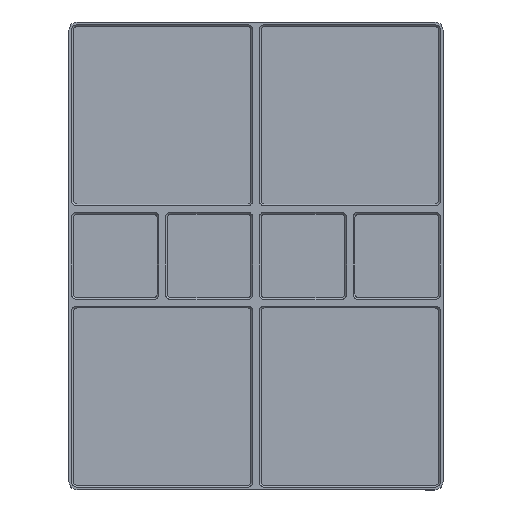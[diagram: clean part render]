
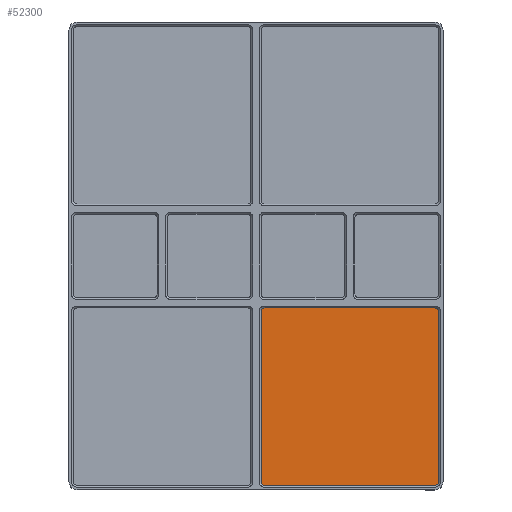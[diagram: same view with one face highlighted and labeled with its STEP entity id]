
A CAD part, top view. The second image highlights one B-rep face of the part: STEP entity #52300.
In plain terms, the highlighted planar face has unit normal (0, 0, 1).
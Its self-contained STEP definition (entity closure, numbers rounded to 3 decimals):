
#51120=CARTESIAN_POINT('',(212.25,164.15,7.));
#51130=VERTEX_POINT('',#51120);
#51160=CARTESIAN_POINT('',(212.25,131.,7.));
#51170=DIRECTION('',(0.,1.,0.));
#51180=VECTOR('',#51170,1.);
#51190=LINE('',#51160,#51180);
#51200=CARTESIAN_POINT('',(212.25,87.85,7.));
#51210=VERTEX_POINT('',#51200);
#51220=EDGE_CURVE('',#51210,#51130,#51190,.T.);
#51640=CARTESIAN_POINT('',(273.,147.,7.));
#51650=DIRECTION('',(0.,0.,1.));
#51660=DIRECTION('',(-1.,0.,0.));
#51670=AXIS2_PLACEMENT_3D('',#51640,#51650,#51660);
#51680=PLANE('',#51670);
#51690=CARTESIAN_POINT('',(290.15,87.85,7.));
#51700=DIRECTION('',(0.,0.,-1.));
#51710=DIRECTION('',(1.,0.,0.));
#51720=AXIS2_PLACEMENT_3D('',#51690,#51700,#51710);
#51730=CIRCLE('',#51720,1.6);
#51740=CARTESIAN_POINT('',(291.75,87.85,7.));
#51750=VERTEX_POINT('',#51740);
#51760=CARTESIAN_POINT('',(290.15,86.25,7.));
#51770=VERTEX_POINT('',#51760);
#51780=EDGE_CURVE('',#51750,#51770,#51730,.T.);
#51790=ORIENTED_EDGE('',*,*,#51780,.F.);
#51800=CARTESIAN_POINT('',(247.,86.25,7.));
#51810=DIRECTION('',(-1.,0.,0.));
#51820=VECTOR('',#51810,1.);
#51830=LINE('',#51800,#51820);
#51840=CARTESIAN_POINT('',(213.85,86.25,7.));
#51850=VERTEX_POINT('',#51840);
#51860=EDGE_CURVE('',#51770,#51850,#51830,.T.);
#51870=ORIENTED_EDGE('',*,*,#51860,.F.);
#51880=CARTESIAN_POINT('',(213.85,87.85,7.));
#51890=DIRECTION('',(0.,0.,-1.));
#51900=DIRECTION('',(1.,0.,0.));
#51910=AXIS2_PLACEMENT_3D('',#51880,#51890,#51900);
#51920=CIRCLE('',#51910,1.6);
#51930=EDGE_CURVE('',#51850,#51210,#51920,.T.);
#51940=ORIENTED_EDGE('',*,*,#51930,.F.);
#51950=ORIENTED_EDGE('',*,*,#51220,.F.);
#51960=CARTESIAN_POINT('',(213.85,164.15,7.));
#51970=DIRECTION('',(0.,0.,-1.));
#51980=DIRECTION('',(1.,0.,0.));
#51990=AXIS2_PLACEMENT_3D('',#51960,#51970,#51980);
#52000=CIRCLE('',#51990,1.6);
#52010=CARTESIAN_POINT('',(213.85,165.75,7.));
#52020=VERTEX_POINT('',#52010);
#52030=EDGE_CURVE('',#51130,#52020,#52000,.T.);
#52040=ORIENTED_EDGE('',*,*,#52030,.F.);
#52050=CARTESIAN_POINT('',(257.,165.75,7.));
#52060=DIRECTION('',(1.,0.,0.));
#52070=VECTOR('',#52060,1.);
#52080=LINE('',#52050,#52070);
#52090=CARTESIAN_POINT('',(290.15,165.75,7.));
#52100=VERTEX_POINT('',#52090);
#52110=EDGE_CURVE('',#52020,#52100,#52080,.T.);
#52120=ORIENTED_EDGE('',*,*,#52110,.F.);
#52130=CARTESIAN_POINT('',(290.15,164.15,7.));
#52140=DIRECTION('',(0.,0.,-1.));
#52150=DIRECTION('',(1.,0.,0.));
#52160=AXIS2_PLACEMENT_3D('',#52130,#52140,#52150);
#52170=CIRCLE('',#52160,1.6);
#52180=CARTESIAN_POINT('',(291.75,164.15,7.));
#52190=VERTEX_POINT('',#52180);
#52200=EDGE_CURVE('',#52100,#52190,#52170,.T.);
#52210=ORIENTED_EDGE('',*,*,#52200,.F.);
#52220=CARTESIAN_POINT('',(291.75,121.,7.));
#52230=DIRECTION('',(0.,-1.,0.));
#52240=VECTOR('',#52230,1.);
#52250=LINE('',#52220,#52240);
#52260=EDGE_CURVE('',#52190,#51750,#52250,.T.);
#52270=ORIENTED_EDGE('',*,*,#52260,.F.);
#52280=EDGE_LOOP('',(#52270,#52210,#52120,#52040,#51950,#51940,#51870,
#51790));
#52290=FACE_OUTER_BOUND('',#52280,.T.);
#52300=ADVANCED_FACE('',(#52290),#51680,.T.);
